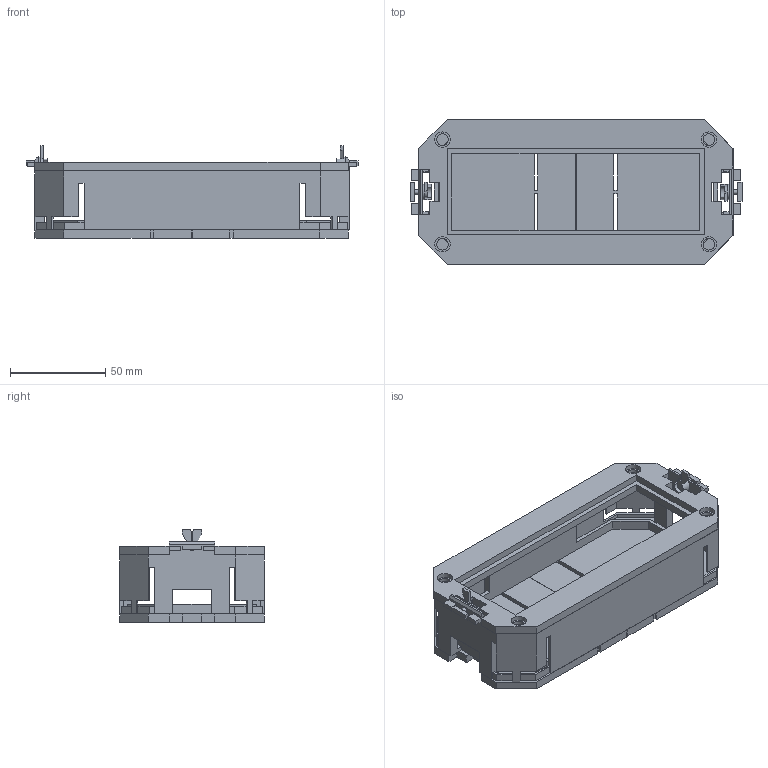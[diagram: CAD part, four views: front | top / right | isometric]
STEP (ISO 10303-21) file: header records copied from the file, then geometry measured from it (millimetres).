
FILE_DESCRIPTION (( 'STEP AP214' ), '1' );
FILE_NAME ('7408723.stp', '2023-05-16T10:54:12', ( '' ), ( '' ), 'SwSTEP 2.0', 'SolidWorks 2022', '' );
FILE_SCHEMA (( 'AUTOMOTIVE_DESIGN' ));
Length unit declared in the file: millimetre
Products named in the file (4): 072940_Standard; 7408723; 071653_Standard; 071649_Standard
Assembly tree (4 placements, depth 2):
  7408723
    072940_Standard
    071649_Standard  x2
    071653_Standard
Bounding box: 174.44 x 76 x 48.85 mm (x, y, z)
Volume: 89935.2 mm3; surface area: 84464.8 mm2
Topology: 4 solids, 4 shells, 408 faces, 1218 edges, 804 vertices
Faces by surface type: plane 382, cylinder 26
Full cylindrical faces by diameter (mm): 2.48 x2, 5.98 x2, 6.1 x4, 8 x2, 8.1 x4
Entity records: 12466 total; most frequent: CARTESIAN_POINT 2137, ORIENTED_EDGE 2124, DIRECTION 1870, EDGE_CURVE 1062, VECTOR 992, LINE 992, VERTEX_POINT 706, AXIS2_PLACEMENT_3D 439
